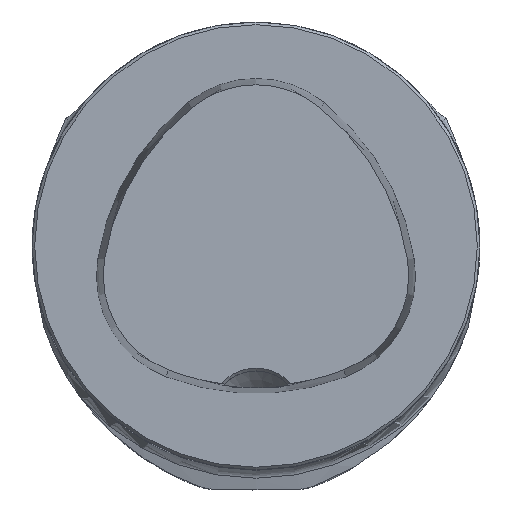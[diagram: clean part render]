
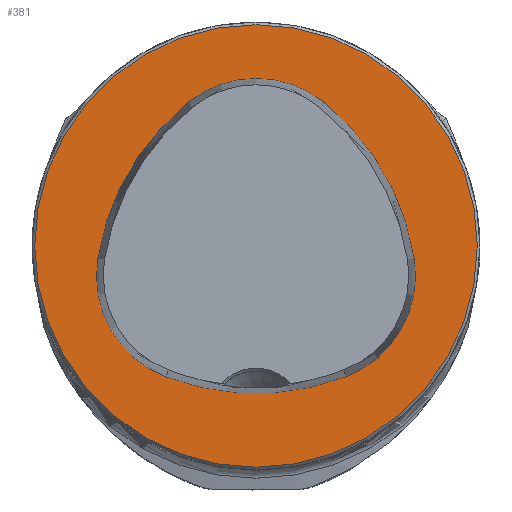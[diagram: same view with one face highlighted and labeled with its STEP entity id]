
A CAD part, top view. The second image highlights one B-rep face of the part: STEP entity #381.
In plain terms, the highlighted planar face has unit normal (0, 0, 1).
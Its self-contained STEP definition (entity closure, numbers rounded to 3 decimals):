
#121=FACE_BOUND('',#721,.T.);
#122=FACE_BOUND('',#722,.T.);
#313=CIRCLE('',#2687,28.075);
#315=CIRCLE('',#2690,28.075);
#316=CIRCLE('',#2691,12.075);
#317=CIRCLE('',#2692,28.075);
#318=CIRCLE('',#2693,12.075);
#319=CIRCLE('',#2694,12.075);
#320=CIRCLE('',#2695,24.7);
#381=ADVANCED_FACE('CU_FL_N1_SU_1',(#121,#122),#515,.T.);
#515=PLANE('',#2696);
#721=EDGE_LOOP('',(#1056,#1057,#1058,#1059,#1060,#1061));
#722=EDGE_LOOP('',(#1062));
#1056=ORIENTED_EDGE('',*,*,#2009,.F.);
#1057=ORIENTED_EDGE('',*,*,#2010,.F.);
#1058=ORIENTED_EDGE('',*,*,#2011,.F.);
#1059=ORIENTED_EDGE('',*,*,#2012,.F.);
#1060=ORIENTED_EDGE('',*,*,#2006,.F.);
#1061=ORIENTED_EDGE('',*,*,#2013,.F.);
#1062=ORIENTED_EDGE('',*,*,#2014,.T.);
#1751=VERTEX_POINT('',#4202);
#1752=VERTEX_POINT('',#4204);
#1754=VERTEX_POINT('',#4210);
#1755=VERTEX_POINT('',#4211);
#1756=VERTEX_POINT('',#4213);
#1757=VERTEX_POINT('',#4215);
#1758=VERTEX_POINT('',#4219);
#2006=EDGE_CURVE('',#1751,#1752,#313,.T.);
#2009=EDGE_CURVE('',#1754,#1755,#315,.T.);
#2010=EDGE_CURVE('',#1756,#1754,#316,.T.);
#2011=EDGE_CURVE('',#1757,#1756,#317,.T.);
#2012=EDGE_CURVE('',#1752,#1757,#318,.T.);
#2013=EDGE_CURVE('',#1755,#1751,#319,.T.);
#2014=EDGE_CURVE('',#1758,#1758,#320,.T.);
#2687=AXIS2_PLACEMENT_3D('',#4203,#3046,#3047);
#2690=AXIS2_PLACEMENT_3D('',#4209,#3053,#3054);
#2691=AXIS2_PLACEMENT_3D('',#4212,#3055,#3056);
#2692=AXIS2_PLACEMENT_3D('',#4214,#3057,#3058);
#2693=AXIS2_PLACEMENT_3D('',#4216,#3059,#3060);
#2694=AXIS2_PLACEMENT_3D('',#4217,#3061,#3062);
#2695=AXIS2_PLACEMENT_3D('',#4218,#3063,#3064);
#2696=AXIS2_PLACEMENT_3D('',#4220,#3065,#3066);
#3046=DIRECTION('',(0.,0.,1.));
#3047=DIRECTION('',(1.,0.,0.));
#3053=DIRECTION('',(0.,0.,1.));
#3054=DIRECTION('',(1.,0.,0.));
#3055=DIRECTION('',(0.,0.,1.));
#3056=DIRECTION('',(1.,0.,0.));
#3057=DIRECTION('',(0.,0.,1.));
#3058=DIRECTION('',(1.,0.,0.));
#3059=DIRECTION('',(0.,0.,1.));
#3060=DIRECTION('',(1.,0.,0.));
#3061=DIRECTION('',(0.,0.,1.));
#3062=DIRECTION('',(1.,0.,0.));
#3063=DIRECTION('',(0.,0.,1.));
#3064=DIRECTION('',(1.,0.,0.));
#3065=DIRECTION('',(0.,0.,1.));
#3066=DIRECTION('',(1.,0.,0.));
#4202=CARTESIAN_POINT('',(-10.05,-14.595,0.));
#4203=CARTESIAN_POINT('',(0.,11.62,0.));
#4204=CARTESIAN_POINT('',(10.05,-14.595,0.));
#4209=CARTESIAN_POINT('',(10.078,-5.807,0.));
#4210=CARTESIAN_POINT('',(-7.606,15.999,0.));
#4211=CARTESIAN_POINT('',(-17.656,-1.443,0.));
#4212=CARTESIAN_POINT('',(0.,6.62,0.));
#4213=CARTESIAN_POINT('',(7.606,15.999,0.));
#4214=CARTESIAN_POINT('',(-10.078,-5.807,0.));
#4215=CARTESIAN_POINT('',(17.656,-1.443,0.));
#4216=CARTESIAN_POINT('',(5.727,-3.32,0.));
#4217=CARTESIAN_POINT('',(-5.727,-3.32,0.));
#4218=CARTESIAN_POINT('',(0.,0.,0.));
#4219=CARTESIAN_POINT('',(24.7,0.,0.));
#4220=CARTESIAN_POINT('',(0.,0.,0.));
